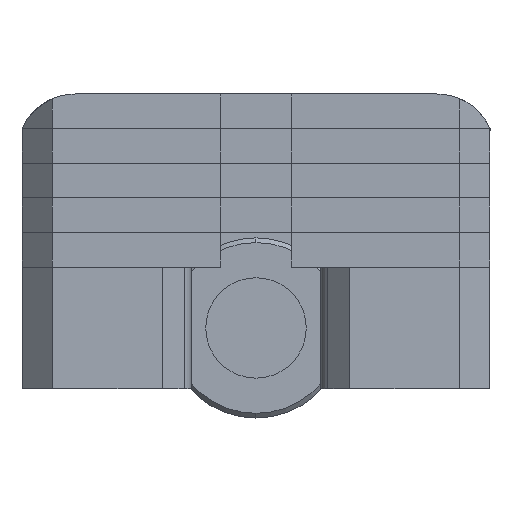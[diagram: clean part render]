
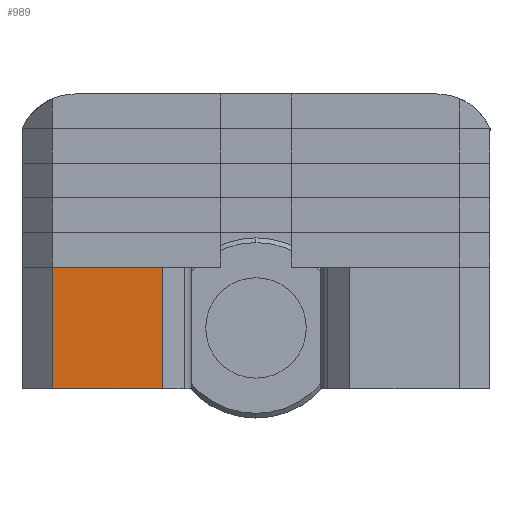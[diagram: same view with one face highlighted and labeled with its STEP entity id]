
A CAD part, front view. The second image highlights one B-rep face of the part: STEP entity #989.
In plain terms, the highlighted planar face has unit normal (0, -1, 0).
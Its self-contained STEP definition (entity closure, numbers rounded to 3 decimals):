
#139 = EDGE_LOOP ( 'NONE', ( #2404, #1556, #3649, #919 ) ) ;
#181 = CARTESIAN_POINT ( 'NONE',  ( 2.6, -5.5, -4. ) ) ;
#256 = VERTEX_POINT ( 'NONE', #2313 ) ;
#442 = LINE ( 'NONE', #2135, #1591 ) ;
#692 = EDGE_CURVE ( 'NONE', #256, #1779, #442, .T. ) ;
#909 = CARTESIAN_POINT ( 'NONE',  ( 2.6, -5.5, -4. ) ) ;
#919 = ORIENTED_EDGE ( 'NONE', *, *, #3872, .T. ) ;
#937 = EDGE_CURVE ( 'NONE', #2202, #3622, #1065, .T. ) ;
#942 = CARTESIAN_POINT ( 'NONE',  ( 2.6, -5.5, -8.7 ) ) ;
#989 = ADVANCED_FACE ( 'NONE', ( #4143 ), #3791, .T. ) ;
#1019 = CARTESIAN_POINT ( 'NONE',  ( -2.6, -5.5, 0. ) ) ;
#1065 = LINE ( 'NONE', #1019, #2512 ) ;
#1181 = DIRECTION ( 'NONE',  ( 0., 0., 1. ) ) ;
#1253 = VECTOR ( 'NONE', #4264, 1000. ) ;
#1331 = DIRECTION ( 'NONE',  ( 0., 0., -1. ) ) ;
#1556 = ORIENTED_EDGE ( 'NONE', *, *, #2528, .T. ) ;
#1591 = VECTOR ( 'NONE', #1181, 1000. ) ;
#1626 = DIRECTION ( 'NONE',  ( 1., 0., 0. ) ) ;
#1728 = DIRECTION ( 'NONE',  ( 0., -1., 0. ) ) ;
#1779 = VERTEX_POINT ( 'NONE', #909 ) ;
#1823 = VECTOR ( 'NONE', #1626, 1000. ) ;
#1834 = CARTESIAN_POINT ( 'NONE',  ( -2.6, -5.5, -4. ) ) ;
#2135 = CARTESIAN_POINT ( 'NONE',  ( 2.6, -5.5, 0. ) ) ;
#2202 = VERTEX_POINT ( 'NONE', #2443 ) ;
#2313 = CARTESIAN_POINT ( 'NONE',  ( 2.6, -5.5, -8.7 ) ) ;
#2404 = ORIENTED_EDGE ( 'NONE', *, *, #937, .F. ) ;
#2443 = CARTESIAN_POINT ( 'NONE',  ( -2.6, -5.5, -8.7 ) ) ;
#2512 = VECTOR ( 'NONE', #3361, 1000. ) ;
#2528 = EDGE_CURVE ( 'NONE', #2202, #256, #4039, .T. ) ;
#2908 = LINE ( 'NONE', #181, #1253 ) ;
#3095 = AXIS2_PLACEMENT_3D ( 'NONE', #3772, #1728, #1331 ) ;
#3361 = DIRECTION ( 'NONE',  ( 0., 0., 1. ) ) ;
#3622 = VERTEX_POINT ( 'NONE', #1834 ) ;
#3649 = ORIENTED_EDGE ( 'NONE', *, *, #692, .T. ) ;
#3772 = CARTESIAN_POINT ( 'NONE',  ( 2.6, -5.5, 0. ) ) ;
#3791 = PLANE ( 'NONE',  #3095 ) ;
#3872 = EDGE_CURVE ( 'NONE', #1779, #3622, #2908, .T. ) ;
#4039 = LINE ( 'NONE', #942, #1823 ) ;
#4143 = FACE_OUTER_BOUND ( 'NONE', #139, .T. ) ;
#4264 = DIRECTION ( 'NONE',  ( -1., 0., 0. ) ) ;
